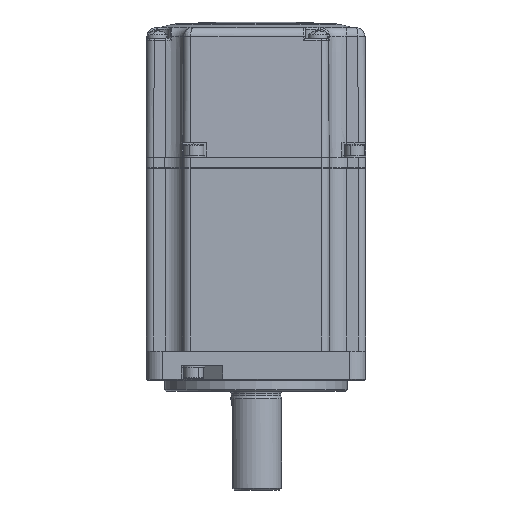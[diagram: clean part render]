
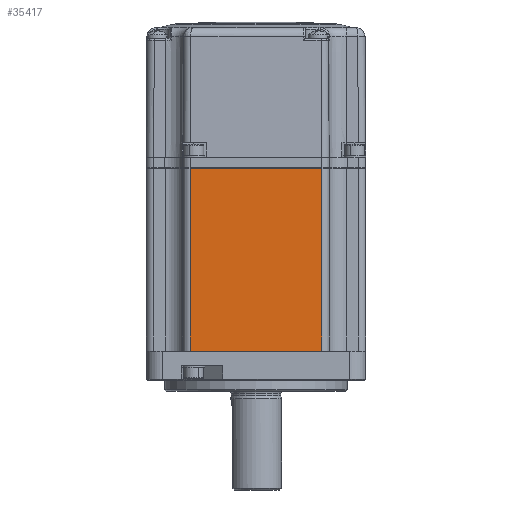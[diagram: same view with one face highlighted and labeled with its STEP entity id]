
A CAD part, front view. The second image highlights one B-rep face of the part: STEP entity #35417.
In plain terms, the highlighted planar face has unit normal (0, -1, 0).
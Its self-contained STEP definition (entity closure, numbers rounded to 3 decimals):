
#2688 = CARTESIAN_POINT ( 'NONE',  ( -18., -30., 1.75 ) ) ;
#2689 = DIRECTION ( 'NONE',  ( 0., 0., -1. ) ) ;
#2692 = DIRECTION ( 'NONE',  ( -1., 0., 0. ) ) ;
#2695 = CARTESIAN_POINT ( 'NONE',  ( 18., -30., 1.75 ) ) ;
#2696 = CARTESIAN_POINT ( 'NONE',  ( 30., -30., -49.5 ) ) ;
#2705 = DIRECTION ( 'NONE',  ( 0., 0., 1. ) ) ;
#6656 = VERTEX_POINT ( 'NONE', #13043 ) ;
#7294 = VERTEX_POINT ( 'NONE', #12714 ) ;
#7623 = VERTEX_POINT ( 'NONE', #12568 ) ;
#7845 = VERTEX_POINT ( 'NONE', #12485 ) ;
#12485 = CARTESIAN_POINT ( 'NONE',  ( 18., -30., -49.5 ) ) ;
#12568 = CARTESIAN_POINT ( 'NONE',  ( 18., -30., 0.5 ) ) ;
#12714 = CARTESIAN_POINT ( 'NONE',  ( -18., -30., 0.5 ) ) ;
#13043 = CARTESIAN_POINT ( 'NONE',  ( -18., -30., -49.5 ) ) ;
#15033 = CARTESIAN_POINT ( 'NONE',  ( -20., -30., 1.75 ) ) ;
#15037 = PLANE ( 'NONE',  #16737 ) ;
#15039 = DIRECTION ( 'NONE',  ( 0., 1., 0. ) ) ;
#15040 = DIRECTION ( 'NONE',  ( -1., 0., 0. ) ) ;
#16737 = AXIS2_PLACEMENT_3D ( 'NONE', #15033, #15039, #15040 ) ;
#19443 = CARTESIAN_POINT ( 'NONE',  ( -30., -30., 0.5 ) ) ;
#19444 = DIRECTION ( 'NONE',  ( 1., 0., 0. ) ) ;
#22170 = FACE_OUTER_BOUND ( 'NONE', #33171, .T. ) ;
#25056 = EDGE_CURVE ( 'NONE', #7294, #6656, #28725, .T. ) ;
#25060 = EDGE_CURVE ( 'NONE', #7845, #6656, #28731, .T. ) ;
#25063 = EDGE_CURVE ( 'NONE', #7845, #7623, #28733, .T. ) ;
#26731 = LINE ( 'NONE', #19443, #26733 ) ;
#26733 = VECTOR ( 'NONE', #19444, 1000. ) ;
#28725 = LINE ( 'NONE', #2688, #28728 ) ;
#28728 = VECTOR ( 'NONE', #2689, 1000. ) ;
#28731 = LINE ( 'NONE', #2696, #28735 ) ;
#28733 = LINE ( 'NONE', #2695, #28741 ) ;
#28735 = VECTOR ( 'NONE', #2692, 1000. ) ;
#28741 = VECTOR ( 'NONE', #2705, 1000. ) ;
#28921 = ORIENTED_EDGE ( 'NONE', *, *, #25056, .T. ) ;
#28936 = ORIENTED_EDGE ( 'NONE', *, *, #43056, .F. ) ;
#28952 = ORIENTED_EDGE ( 'NONE', *, *, #25063, .T. ) ;
#28966 = ORIENTED_EDGE ( 'NONE', *, *, #25060, .F. ) ;
#33171 = EDGE_LOOP ( 'NONE', ( #28966, #28952, #28936, #28921 ) ) ;
#35417 = ADVANCED_FACE ( 'NONE', ( #22170 ), #15037, .F. ) ;
#43056 = EDGE_CURVE ( 'NONE', #7294, #7623, #26731, .T. ) ;
